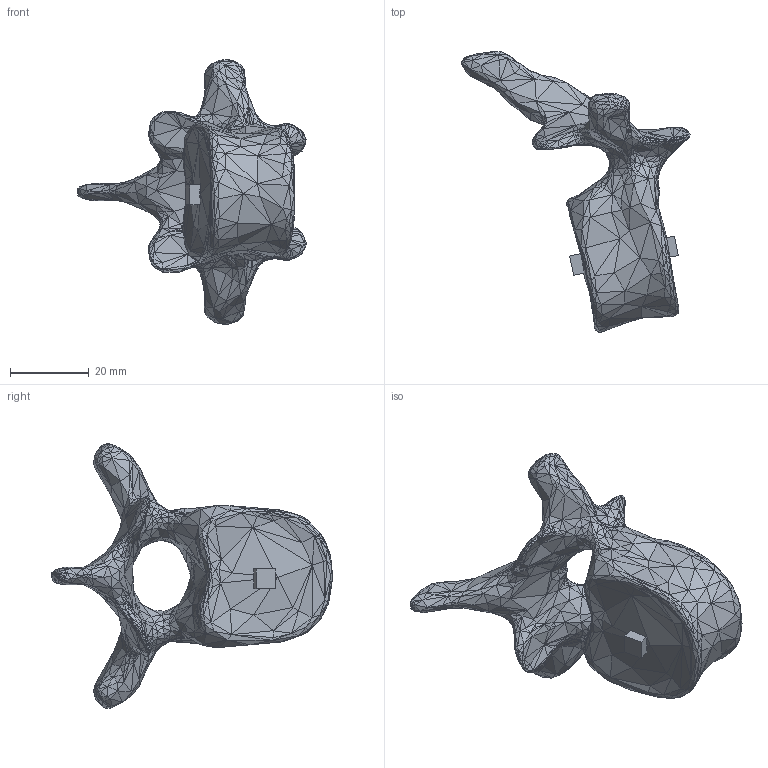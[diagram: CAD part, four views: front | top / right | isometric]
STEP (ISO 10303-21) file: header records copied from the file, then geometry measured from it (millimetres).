
FILE_DESCRIPTION(/* description */ (''),/* implementation_level */ '2;1');
FILE_NAME(/* name */ 'T9_.step',/* time_stamp */ '2022-06-24T14:03:29-04:00',/* author */ (''),/* organization */ (''),/* preprocessor_version */ 'ST-DEVELOPER v19',/* originating_system */ 'Autodesk Translation Framework v11.7.0.108',/* authorisation */ '');
FILE_SCHEMA (('AUTOMOTIVE_DESIGN { 1 0 10303 214 3 1 1 }'));
Length unit declared in the file: millimetre
Products named in the file (1): T9
Bounding box: 58.21 x 71.5 x 67.39 mm (x, y, z)
Volume: 32195.2 mm3; surface area: 9559.1 mm2
Topology: 1 solids, 1 shells, 2599 faces, 3921 edges, 1322 vertices
Faces by surface type: plane 2599
Entity records: 50924 total; most frequent: DIRECTION 9121, CARTESIAN_POINT 7843, ORIENTED_EDGE 7842, LINE 3921, VECTOR 3921, EDGE_CURVE 3921, AXIS2_PLACEMENT_3D 2600, FACE_OUTER_BOUND 2599
